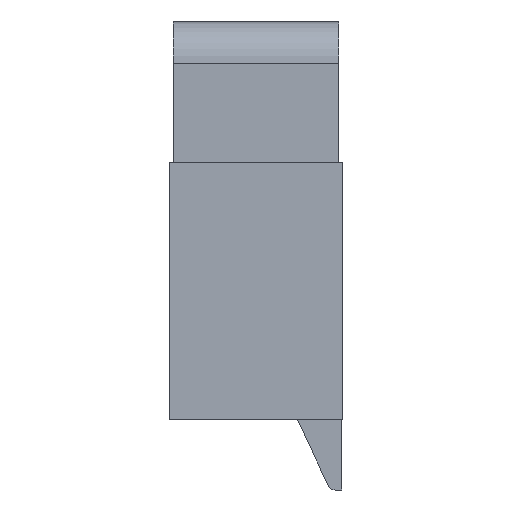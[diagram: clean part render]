
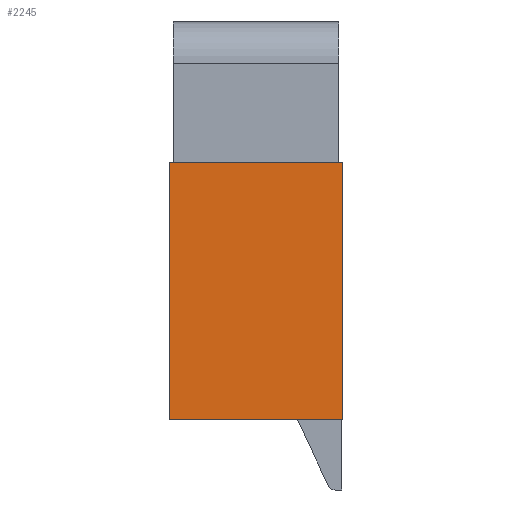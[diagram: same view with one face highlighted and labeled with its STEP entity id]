
A CAD part, left-side view. The second image highlights one B-rep face of the part: STEP entity #2245.
In plain terms, the highlighted planar face has unit normal (-1, 0, 0).
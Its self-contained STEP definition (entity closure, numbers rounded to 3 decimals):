
#2245 = ADVANCED_FACE( '', ( #5553 ), #5554, .F. );
#5553 = FACE_OUTER_BOUND( '', #9932, .T. );
#5554 = PLANE( '', #9933 );
#9932 = EDGE_LOOP( '', ( #16880, #16881, #16882, #16883, #16884, #16885 ) );
#9933 = AXIS2_PLACEMENT_3D( '', #16886, #16887, #16888 );
#16880 = ORIENTED_EDGE( '', *, *, #27827, .T. );
#16881 = ORIENTED_EDGE( '', *, *, #30017, .F. );
#16882 = ORIENTED_EDGE( '', *, *, #28524, .F. );
#16883 = ORIENTED_EDGE( '', *, *, #28501, .F. );
#16884 = ORIENTED_EDGE( '', *, *, #30018, .F. );
#16885 = ORIENTED_EDGE( '', *, *, #30019, .T. );
#16886 = CARTESIAN_POINT( '', ( -12.075, 2.05, -4.82 ) );
#16887 = DIRECTION( '', ( 1., 0., 0. ) );
#16888 = DIRECTION( '', ( 0., 0., -1. ) );
#27827 = EDGE_CURVE( '', #33709, #33713, #33715, .T. );
#28501 = EDGE_CURVE( '', #34923, #34919, #34925, .T. );
#28524 = EDGE_CURVE( '', #34919, #34331, #34965, .T. );
#30017 = EDGE_CURVE( '', #34331, #33713, #37517, .T. );
#30018 = EDGE_CURVE( '', #37518, #34923, #37519, .T. );
#30019 = EDGE_CURVE( '', #37518, #33709, #37520, .T. );
#33709 = VERTEX_POINT( '', #42481 );
#33713 = VERTEX_POINT( '', #42487 );
#33715 = LINE( '', #42490, #42491 );
#34331 = VERTEX_POINT( '', #43376 );
#34919 = VERTEX_POINT( '', #44216 );
#34923 = VERTEX_POINT( '', #44222 );
#34925 = LINE( '', #44225, #44226 );
#34965 = LINE( '', #44282, #44283 );
#37517 = LINE( '', #48052, #48053 );
#37518 = VERTEX_POINT( '', #48054 );
#37519 = LINE( '', #48055, #48056 );
#37520 = LINE( '', #48057, #48058 );
#42481 = CARTESIAN_POINT( '', ( -12.075, -0.05, -4.82 ) );
#42487 = CARTESIAN_POINT( '', ( -12.075, -0.05, -1.7 ) );
#42490 = CARTESIAN_POINT( '', ( -12.075, -0.05, -4.82 ) );
#42491 = VECTOR( '', #55093, 1000. );
#43376 = CARTESIAN_POINT( '', ( -12.075, 0., -1.7 ) );
#44216 = CARTESIAN_POINT( '', ( -12.075, 2., -1.7 ) );
#44222 = CARTESIAN_POINT( '', ( -12.075, 2.05, -1.7 ) );
#44225 = CARTESIAN_POINT( '', ( -12.075, 2.05, -1.7 ) );
#44226 = VECTOR( '', #55705, 1000. );
#44282 = CARTESIAN_POINT( '', ( -12.075, 2.05, -1.7 ) );
#44283 = VECTOR( '', #55728, 1000. );
#48052 = CARTESIAN_POINT( '', ( -12.075, 2.05, -1.7 ) );
#48053 = VECTOR( '', #57111, 1000. );
#48054 = CARTESIAN_POINT( '', ( -12.075, 2.05, -4.82 ) );
#48055 = CARTESIAN_POINT( '', ( -12.075, 2.05, -4.82 ) );
#48056 = VECTOR( '', #57112, 1000. );
#48057 = CARTESIAN_POINT( '', ( -12.075, 2.05, -4.82 ) );
#48058 = VECTOR( '', #57113, 1000. );
#55093 = DIRECTION( '', ( 0., 0., 1. ) );
#55705 = DIRECTION( '', ( 0., -1., 0. ) );
#55728 = DIRECTION( '', ( 0., -1., 0. ) );
#57111 = DIRECTION( '', ( 0., -1., 0. ) );
#57112 = DIRECTION( '', ( 0., 0., 1. ) );
#57113 = DIRECTION( '', ( 0., -1., 0. ) );
